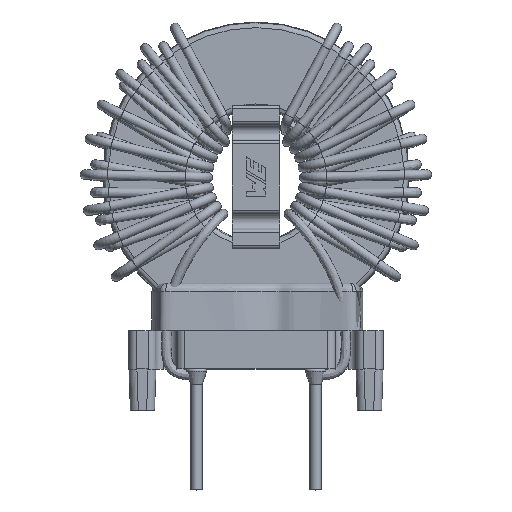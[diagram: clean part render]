
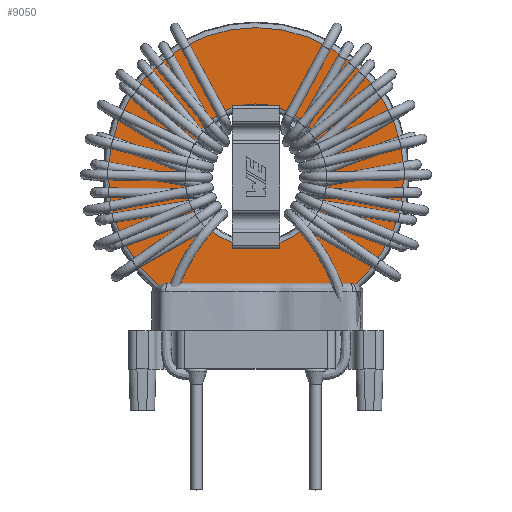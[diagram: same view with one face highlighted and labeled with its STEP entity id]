
A CAD part, top view. The second image highlights one B-rep face of the part: STEP entity #9050.
In plain terms, the highlighted face is planar.
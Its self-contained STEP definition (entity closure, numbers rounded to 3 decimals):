
#2145=ORIENTED_EDGE('',*,*,#3848,.F.);
#2146=ORIENTED_EDGE('',*,*,#3871,.F.);
#3848=EDGE_CURVE('',#4765,#4765,#5434,.T.);
#3871=EDGE_CURVE('',#4784,#4784,#5454,.T.);
#4765=VERTEX_POINT('',#13888);
#4784=VERTEX_POINT('',#13948);
#5434=CIRCLE('',#9817,4.497);
#5454=CIRCLE('',#9855,9.303);
#6017=EDGE_LOOP('',(#2145));
#6018=EDGE_LOOP('',(#2146));
#7022=FACE_BOUND('',#6017,.T.);
#7023=FACE_BOUND('',#6018,.T.);
#7940=PLANE('',#9856);
#9050=ADVANCED_FACE('',(#7022,#7023),#7940,.F.);
#9817=AXIS2_PLACEMENT_3D('',#13887,#11271,#11272);
#9855=AXIS2_PLACEMENT_3D('',#13947,#11350,#11351);
#9856=AXIS2_PLACEMENT_3D('',#13949,#11352,#11353);
#11271=DIRECTION('',(0.,-1.,0.));
#11272=DIRECTION('',(1.,0.,0.01));
#11350=DIRECTION('',(0.,1.,0.));
#11351=DIRECTION('',(-1.,0.,0.006));
#11352=DIRECTION('',(0.,1.,0.));
#11353=DIRECTION('',(1.,0.,0.));
#13887=CARTESIAN_POINT('',(0.,0.,0.));
#13888=CARTESIAN_POINT('',(4.497,0.,0.044));
#13947=CARTESIAN_POINT('',(0.,0.,0.));
#13948=CARTESIAN_POINT('',(-9.303,0.,0.059));
#13949=CARTESIAN_POINT('',(0.,0.,0.));
